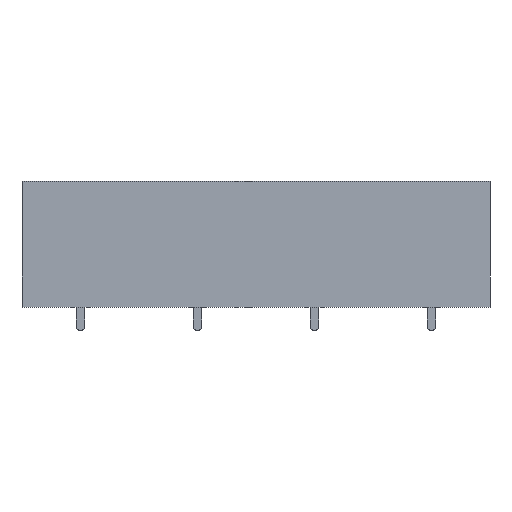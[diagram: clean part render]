
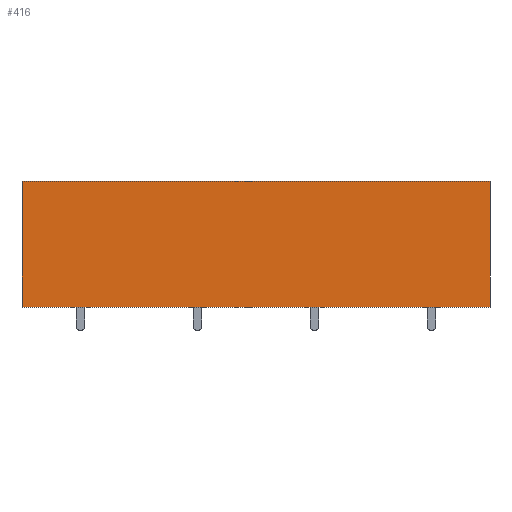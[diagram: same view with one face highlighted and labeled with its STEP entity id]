
A CAD part, front view. The second image highlights one B-rep face of the part: STEP entity #416.
In plain terms, the highlighted planar face has unit normal (0, -1, 0).
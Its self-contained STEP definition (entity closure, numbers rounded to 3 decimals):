
#416=ADVANCED_FACE('',(#976),#978,.T.);
#976=FACE_BOUND('',#977,.T.);
#977=EDGE_LOOP('',(#1572,#1573,#1574,#1575));
#978=PLANE('',#979);
#979=AXIS2_PLACEMENT_3D('',#980,#981,#982);
#980=CARTESIAN_POINT('',(-40.,-39.,0.));
#981=DIRECTION('',(0.,-1.,0.));
#982=DIRECTION('',(1.,0.,0.));
#1572=ORIENTED_EDGE('',*,*,#1903,.T.);
#1573=ORIENTED_EDGE('',*,*,#1911,.T.);
#1574=ORIENTED_EDGE('',*,*,#1861,.F.);
#1575=ORIENTED_EDGE('',*,*,#1850,.F.);
#1850=EDGE_CURVE('',#2201,#2203,#2204,.T.);
#1861=EDGE_CURVE('',#2203,#2223,#2224,.T.);
#1903=EDGE_CURVE('',#2201,#2288,#2289,.T.);
#1911=EDGE_CURVE('',#2288,#2223,#2303,.T.);
#2201=VERTEX_POINT('',#3127);
#2203=VERTEX_POINT('',#3131);
#2204=LINE('',#3132,#3133);
#2223=VERTEX_POINT('',#3174);
#2224=LINE('',#3175,#3176);
#2288=VERTEX_POINT('',#3331);
#2289=LINE('',#3332,#3333);
#2303=LINE('',#3368,#3369);
#3127=CARTESIAN_POINT('',(-40.,-39.,0.));
#3131=CARTESIAN_POINT('',(-40.,-39.,21.5));
#3132=CARTESIAN_POINT('',(-40.,-39.,0.));
#3133=VECTOR('',#3134,1.);
#3134=DIRECTION('',(0.,0.,1.));
#3174=CARTESIAN_POINT('',(40.,-39.,21.5));
#3175=CARTESIAN_POINT('',(-40.,-39.,21.5));
#3176=VECTOR('',#3177,1.);
#3177=DIRECTION('',(1.,0.,0.));
#3331=CARTESIAN_POINT('',(40.,-39.,0.));
#3332=CARTESIAN_POINT('',(-40.,-39.,0.));
#3333=VECTOR('',#3334,1.);
#3334=DIRECTION('',(1.,0.,0.));
#3368=CARTESIAN_POINT('',(40.,-39.,0.));
#3369=VECTOR('',#3370,1.);
#3370=DIRECTION('',(0.,0.,1.));
